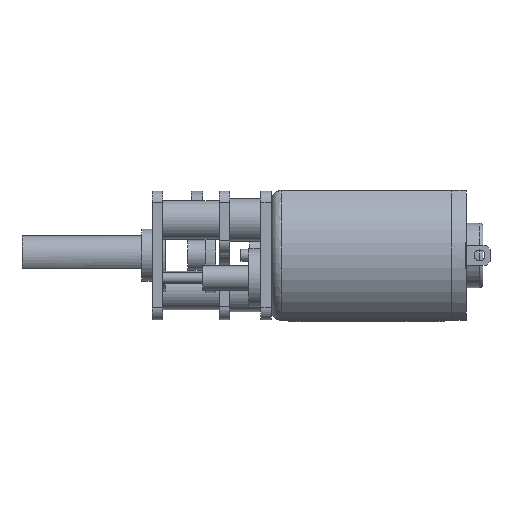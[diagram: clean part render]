
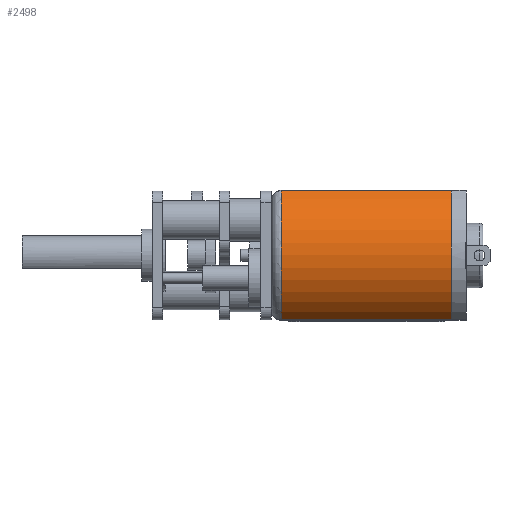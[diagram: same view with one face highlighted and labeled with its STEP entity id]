
A CAD part, front view. The second image highlights one B-rep face of the part: STEP entity #2498.
In plain terms, the highlighted cylindrical face has radius 6 mm (diameter 12 mm), a partial arc.
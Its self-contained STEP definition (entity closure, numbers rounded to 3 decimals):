
#580 = VERTEX_POINT ( 'NONE', #825 ) ;
#637 = AXIS2_PLACEMENT_3D ( 'NONE', #8054, #3264, #9671 ) ;
#640 = EDGE_CURVE ( 'NONE', #7903, #2456, #7393, .T. ) ;
#694 = DIRECTION ( 'NONE',  ( 0., 0., 1. ) ) ;
#825 = CARTESIAN_POINT ( 'NONE',  ( 13.84, -3.382, 4.956 ) ) ;
#1397 = AXIS2_PLACEMENT_3D ( 'NONE', #1498, #3046, #694 ) ;
#1498 = CARTESIAN_POINT ( 'NONE',  ( 15., 0., 0. ) ) ;
#2138 = LINE ( 'NONE', #7945, #9020 ) ;
#2321 = DIRECTION ( 'NONE',  ( 1., 0., 0. ) ) ;
#2456 = VERTEX_POINT ( 'NONE', #8726 ) ;
#2498 = ADVANCED_FACE ( 'NONE', ( #3827 ), #4965, .T. ) ;
#3015 = EDGE_CURVE ( 'NONE', #2456, #8231, #10052, .T. ) ;
#3046 = DIRECTION ( 'NONE',  ( -1., 0., 0. ) ) ;
#3231 = DIRECTION ( 'NONE',  ( -1., 0., 0. ) ) ;
#3264 = DIRECTION ( 'NONE',  ( 1., 0., 0. ) ) ;
#3741 = DIRECTION ( 'NONE',  ( 1., 0., 0. ) ) ;
#3827 = FACE_OUTER_BOUND ( 'NONE', #6943, .T. ) ;
#3892 = DIRECTION ( 'NONE',  ( 0., 0., -1. ) ) ;
#4965 = CYLINDRICAL_SURFACE ( 'NONE', #1397, 6. ) ;
#5200 = CARTESIAN_POINT ( 'NONE',  ( 13.84, -3.382, -4.956 ) ) ;
#5482 = EDGE_CURVE ( 'NONE', #580, #8231, #8419, .T. ) ;
#5681 = ORIENTED_EDGE ( 'NONE', *, *, #640, .T. ) ;
#5829 = ORIENTED_EDGE ( 'NONE', *, *, #6177, .T. ) ;
#5842 = ORIENTED_EDGE ( 'NONE', *, *, #5482, .F. ) ;
#6177 = EDGE_CURVE ( 'NONE', #580, #7903, #2138, .T. ) ;
#6899 = CARTESIAN_POINT ( 'NONE',  ( 15., -3.382, -4.956 ) ) ;
#6917 = VECTOR ( 'NONE', #3741, 1000. ) ;
#6943 = EDGE_LOOP ( 'NONE', ( #5842, #5829, #5681, #7050 ) ) ;
#7050 = ORIENTED_EDGE ( 'NONE', *, *, #3015, .T. ) ;
#7393 = CIRCLE ( 'NONE', #637, 6. ) ;
#7903 = VERTEX_POINT ( 'NONE', #8930 ) ;
#7943 = CARTESIAN_POINT ( 'NONE',  ( 13.84, 0., 0. ) ) ;
#7945 = CARTESIAN_POINT ( 'NONE',  ( 15., -3.382, 4.956 ) ) ;
#8054 = CARTESIAN_POINT ( 'NONE',  ( 0.762, 0., 0. ) ) ;
#8231 = VERTEX_POINT ( 'NONE', #5200 ) ;
#8419 = CIRCLE ( 'NONE', #10161, 6. ) ;
#8726 = CARTESIAN_POINT ( 'NONE',  ( 0.762, -3.382, -4.956 ) ) ;
#8930 = CARTESIAN_POINT ( 'NONE',  ( 0.762, -3.382, 4.956 ) ) ;
#9020 = VECTOR ( 'NONE', #3231, 1000. ) ;
#9671 = DIRECTION ( 'NONE',  ( 0., 0., 1. ) ) ;
#10052 = LINE ( 'NONE', #6899, #6917 ) ;
#10161 = AXIS2_PLACEMENT_3D ( 'NONE', #7943, #2321, #3892 ) ;
